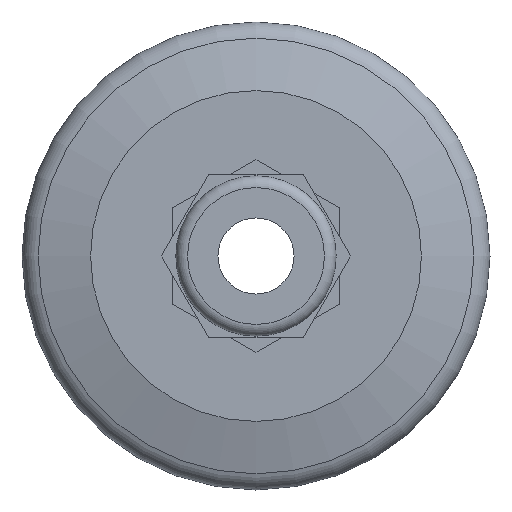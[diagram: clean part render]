
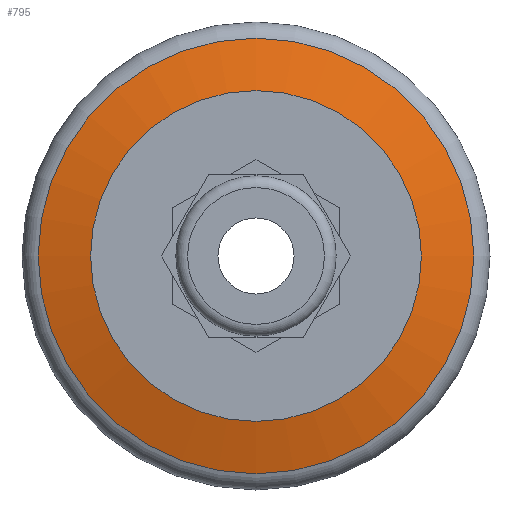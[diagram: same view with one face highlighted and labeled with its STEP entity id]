
A CAD part, left-side view. The second image highlights one B-rep face of the part: STEP entity #795.
In plain terms, the highlighted conical face has half-angle 75 degrees and reference radius 14.141 mm.
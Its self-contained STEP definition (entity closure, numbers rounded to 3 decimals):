
#349 = DIRECTION ( 'NONE',  ( 0., 0., 1. ) ) ;
#569 = CARTESIAN_POINT ( 'NONE',  ( -9.77, 0., 18.618 ) ) ;
#644 = ORIENTED_EDGE ( 'NONE', *, *, #4792, .F. ) ;
#795 = ADVANCED_FACE ( 'NONE', ( #4803, #5985 ), #1216, .T. ) ;
#1216 = CONICAL_SURFACE ( 'NONE', #1391, 14.141, 1.309 ) ;
#1302 = DIRECTION ( 'NONE',  ( 1., 0., 0. ) ) ;
#1391 = AXIS2_PLACEMENT_3D ( 'NONE', #7083, #1302, #4794 ) ;
#2146 = VERTEX_POINT ( 'NONE', #569 ) ;
#2314 = EDGE_LOOP ( 'NONE', ( #7059 ) ) ;
#2349 = CIRCLE ( 'NONE', #6078, 18.618 ) ;
#2700 = CARTESIAN_POINT ( 'NONE',  ( -9.77, 0., 0. ) ) ;
#3160 = CIRCLE ( 'NONE', #4611, 14.141 ) ;
#3244 = CARTESIAN_POINT ( 'NONE',  ( -10.97, 0., 0. ) ) ;
#3272 = DIRECTION ( 'NONE',  ( -1., 0., 0. ) ) ;
#3379 = EDGE_CURVE ( 'NONE', #2146, #2146, #2349, .T. ) ;
#3659 = VERTEX_POINT ( 'NONE', #3936 ) ;
#3936 = CARTESIAN_POINT ( 'NONE',  ( -10.97, 0., 14.141 ) ) ;
#4611 = AXIS2_PLACEMENT_3D ( 'NONE', #3244, #7267, #349 ) ;
#4792 = EDGE_CURVE ( 'NONE', #3659, #3659, #3160, .T. ) ;
#4794 = DIRECTION ( 'NONE',  ( 0., 0., -1. ) ) ;
#4803 = FACE_OUTER_BOUND ( 'NONE', #2314, .T. ) ;
#5667 = EDGE_LOOP ( 'NONE', ( #644 ) ) ;
#5985 = FACE_BOUND ( 'NONE', #5667, .T. ) ;
#6078 = AXIS2_PLACEMENT_3D ( 'NONE', #2700, #3272, #6568 ) ;
#6568 = DIRECTION ( 'NONE',  ( 0., 0., 1. ) ) ;
#7059 = ORIENTED_EDGE ( 'NONE', *, *, #3379, .T. ) ;
#7083 = CARTESIAN_POINT ( 'NONE',  ( -10.97, 0., 0. ) ) ;
#7267 = DIRECTION ( 'NONE',  ( -1., 0., 0. ) ) ;
